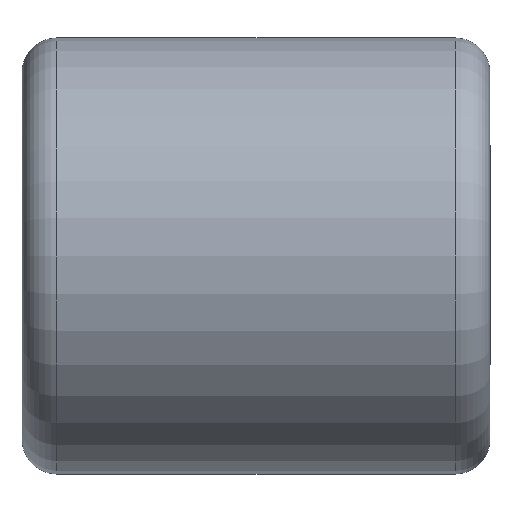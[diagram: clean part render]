
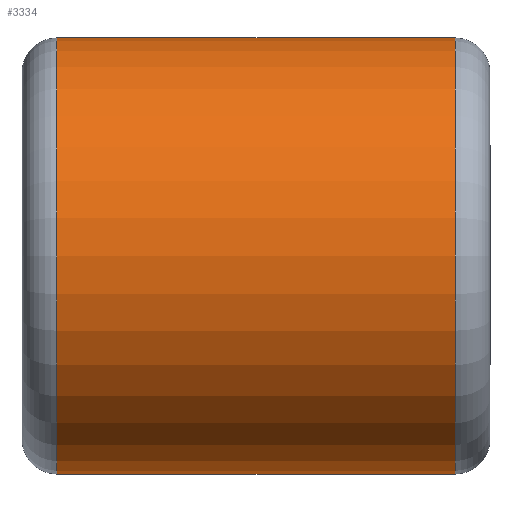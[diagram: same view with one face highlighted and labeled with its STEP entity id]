
A CAD part, front view. The second image highlights one B-rep face of the part: STEP entity #3334.
In plain terms, the highlighted cylindrical face has radius 41 mm (diameter 82 mm), a partial arc.
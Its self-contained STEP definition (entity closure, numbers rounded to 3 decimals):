
#38 = CARTESIAN_POINT ( 'NONE',  ( -57.637, 0., 332.987 ) ) ;
#534 = ORIENTED_EDGE ( 'NONE', *, *, #4488, .T. ) ;
#613 = CIRCLE ( 'NONE', #2565, 41. ) ;
#678 = DIRECTION ( 'NONE',  ( 0., 0., 1. ) ) ;
#766 = DIRECTION ( 'NONE',  ( -1., 0., 0. ) ) ;
#767 = DIRECTION ( 'NONE',  ( -1., 0., 0. ) ) ;
#803 = DIRECTION ( 'NONE',  ( 0., 0., 1. ) ) ;
#854 = VERTEX_POINT ( 'NONE', #4370 ) ;
#947 = CARTESIAN_POINT ( 'NONE',  ( -37.5, 0., 291.987 ) ) ;
#1076 = CARTESIAN_POINT ( 'NONE',  ( -57.637, 0., 291.987 ) ) ;
#1110 = VERTEX_POINT ( 'NONE', #1887 ) ;
#1243 = DIRECTION ( 'NONE',  ( -1., 0., 0. ) ) ;
#1283 = CARTESIAN_POINT ( 'NONE',  ( 37.5, 0., 250.987 ) ) ;
#1495 = FACE_OUTER_BOUND ( 'NONE', #3990, .T. ) ;
#1596 = AXIS2_PLACEMENT_3D ( 'NONE', #1076, #767, #678 ) ;
#1648 = DIRECTION ( 'NONE',  ( 1., 0., 0. ) ) ;
#1685 = VECTOR ( 'NONE', #3095, 1000. ) ;
#1829 = CYLINDRICAL_SURFACE ( 'NONE', #1596, 41. ) ;
#1887 = CARTESIAN_POINT ( 'NONE',  ( -37.5, 0., 250.987 ) ) ;
#2172 = EDGE_CURVE ( 'NONE', #3262, #1110, #3113, .T. ) ;
#2230 = CIRCLE ( 'NONE', #2838, 41. ) ;
#2323 = DIRECTION ( 'NONE',  ( 0., 0., -1. ) ) ;
#2528 = ORIENTED_EDGE ( 'NONE', *, *, #3637, .T. ) ;
#2563 = EDGE_CURVE ( 'NONE', #3911, #854, #3178, .T. ) ;
#2565 = AXIS2_PLACEMENT_3D ( 'NONE', #4482, #1243, #803 ) ;
#2838 = AXIS2_PLACEMENT_3D ( 'NONE', #947, #1648, #2323 ) ;
#3095 = DIRECTION ( 'NONE',  ( -1., 0., 0. ) ) ;
#3113 = LINE ( 'NONE', #3454, #1685 ) ;
#3178 = LINE ( 'NONE', #38, #3340 ) ;
#3262 = VERTEX_POINT ( 'NONE', #1283 ) ;
#3283 = CARTESIAN_POINT ( 'NONE',  ( 37.5, 0., 332.987 ) ) ;
#3334 = ADVANCED_FACE ( 'NONE', ( #1495 ), #1829, .T. ) ;
#3340 = VECTOR ( 'NONE', #766, 1000. ) ;
#3454 = CARTESIAN_POINT ( 'NONE',  ( -57.637, 0., 250.987 ) ) ;
#3637 = EDGE_CURVE ( 'NONE', #854, #1110, #2230, .T. ) ;
#3911 = VERTEX_POINT ( 'NONE', #3283 ) ;
#3990 = EDGE_LOOP ( 'NONE', ( #4187, #534, #4524, #2528 ) ) ;
#4187 = ORIENTED_EDGE ( 'NONE', *, *, #2172, .F. ) ;
#4370 = CARTESIAN_POINT ( 'NONE',  ( -37.5, 0., 332.987 ) ) ;
#4482 = CARTESIAN_POINT ( 'NONE',  ( 37.5, 0., 291.987 ) ) ;
#4488 = EDGE_CURVE ( 'NONE', #3262, #3911, #613, .T. ) ;
#4524 = ORIENTED_EDGE ( 'NONE', *, *, #2563, .T. ) ;
